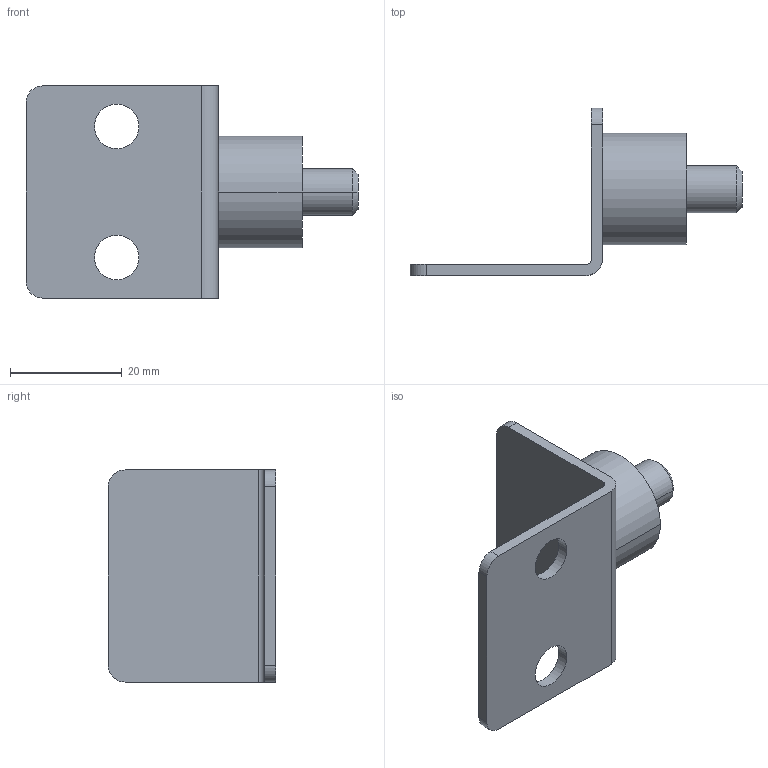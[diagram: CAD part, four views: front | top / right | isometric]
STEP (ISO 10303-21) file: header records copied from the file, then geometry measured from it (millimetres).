
FILE_DESCRIPTION((''),'2;1');
FILE_NAME('UR-B_ASM','2023-02-24T14:44:24',('klemen.sitar'),('Audax d.o.o.'),'CREO PARAMETRIC BY PTC INC, 2021304','CREO PARAMETRIC BY PTC INC, 2021304','');
FILE_SCHEMA(('AP242_MANAGED_MODEL_BASED_3D_ENGINEERING_MIM_LF { 1 0 10303 442 1 1 4 }'));
Length unit declared in the file: millimetre
Products named in the file (2): PRT0004; UR-B_ASM
Assembly tree (1 placements, depth 2):
  UR-B_ASM
    PRT0004
Bounding box: 59.5 x 30 x 38 mm (x, y, z)
Volume: 9722.7 mm3; surface area: 6146.7 mm2
Topology: 1 solids, 1 shells, 26 faces, 64 edges, 42 vertices
Faces by surface type: cylinder 14, plane 10, cone 2
Entity records: 1309 total; most frequent: COLOUR_RGB 196, DIRECTION 152, CARTESIAN_POINT 139, ORIENTED_EDGE 128, PRESENTATION_STYLE_ASSIGNMENT 68, STYLED_ITEM 65, CURVE_STYLE 64, EDGE_CURVE 64
